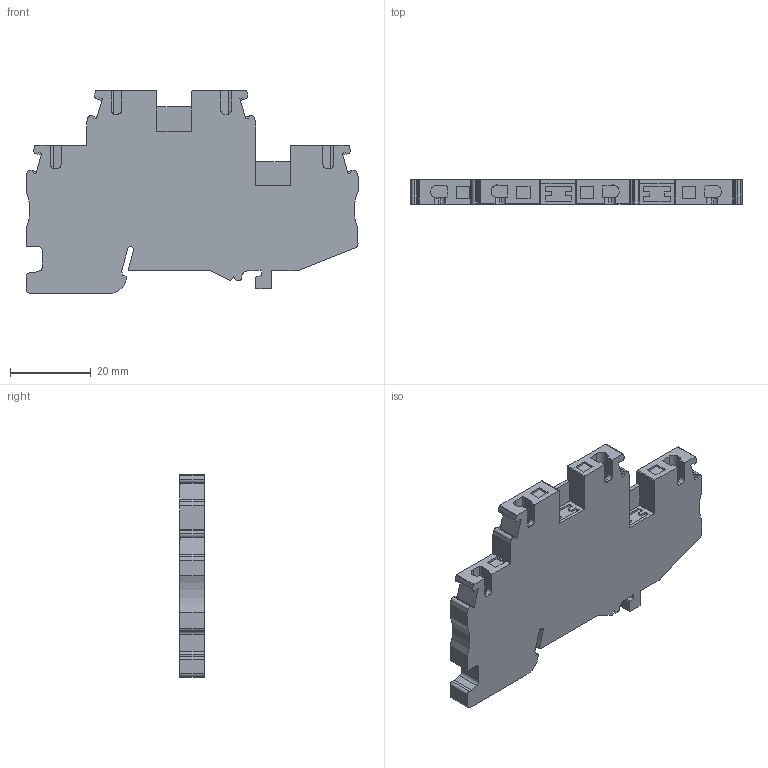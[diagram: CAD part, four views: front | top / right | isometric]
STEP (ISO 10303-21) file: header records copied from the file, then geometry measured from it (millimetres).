
FILE_DESCRIPTION(/* description */ ('Unknown'),/* implementation_level */ '2;1');
FILE_NAME(/* name */ 'DSDD2.5_GY_3D',/* time_stamp */ '2019-09-17T11:37:49+05:00',/* author */ ('Unknown'),/* organization */ ('Unknown'),/* preprocessor_version */ 'ST-DEVELOPER v16.7',/* originating_system */ 'DEX',/* authorisation */ $);
FILE_SCHEMA (('AUTOMOTIVE_DESIGN {1 0 10303 214 3 1 1}'));
Length unit declared in the file: millimetre
Products named in the file (1): DSDD2.5
Bounding box: 82 x 6 x 50 mm (x, y, z)
Volume: 16769.8 mm3; surface area: 8926.7 mm2
Topology: 1 solids, 1 shells, 218 faces, 630 edges, 420 vertices
Faces by surface type: plane 165, cylinder 45, bspline 8
Entity records: 8858 total; most frequent: CARTESIAN_POINT 1537, ORIENTED_EDGE 1260, DIRECTION 1122, EDGE_CURVE 630, LINE 520, VECTOR 520, VERTEX_POINT 420, AXIS2_PLACEMENT_3D 301
